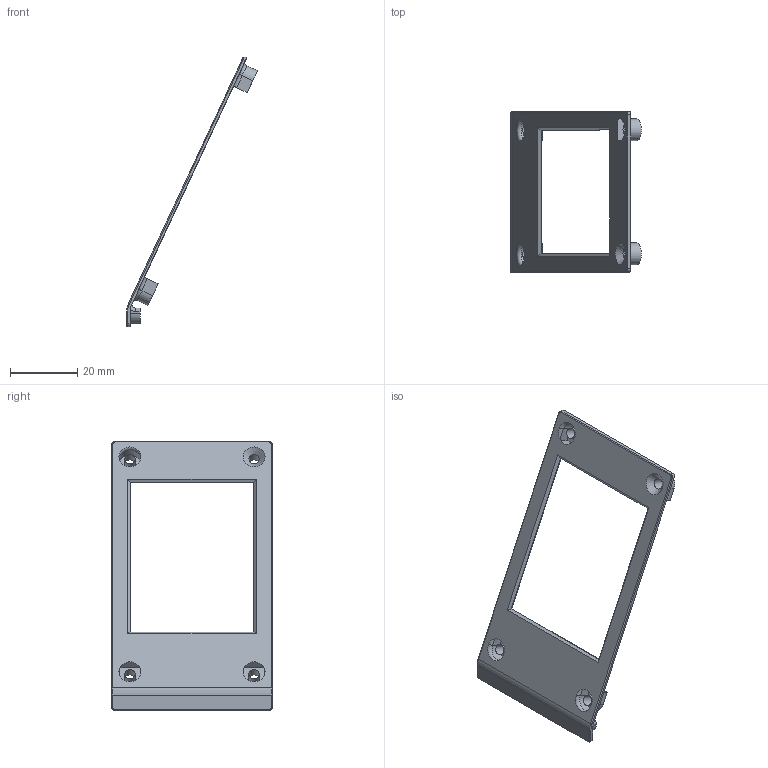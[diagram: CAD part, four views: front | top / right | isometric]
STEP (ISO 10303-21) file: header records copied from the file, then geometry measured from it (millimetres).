
FILE_DESCRIPTION(/* description */ (''),/* implementation_level */ '2;1');
FILE_NAME(/* name */ 'display_mount_top.step',/* time_stamp */ '2025-09-03T11:16:30+02:00',/* author */ (''),/* organization */ (''),/* preprocessor_version */ 'ST-DEVELOPER v20.1',/* originating_system */ 'Autodesk Translation Framework v14.10.0.0',/* authorisation */ '');
FILE_SCHEMA (('AUTOMOTIVE_DESIGN { 1 0 10303 214 3 1 1 }'));
Length unit declared in the file: millimetre
Products named in the file (1): display_mount_top
Bounding box: 38.76 x 47.62 x 79.9 mm (x, y, z)
Volume: 3452.8 mm3; surface area: 5854.5 mm2
Topology: 1 solids, 1 shells, 86 faces, 210 edges, 130 vertices
Faces by surface type: plane 38, cylinder 32, torus 9, cone 4, bspline 3
Full cylindrical faces by diameter (mm): 3.1 x4
Entity records: 2664 total; most frequent: CARTESIAN_POINT 540, DIRECTION 450, ORIENTED_EDGE 420, EDGE_CURVE 210, AXIS2_PLACEMENT_3D 162, VERTEX_POINT 130, LINE 126, VECTOR 126
